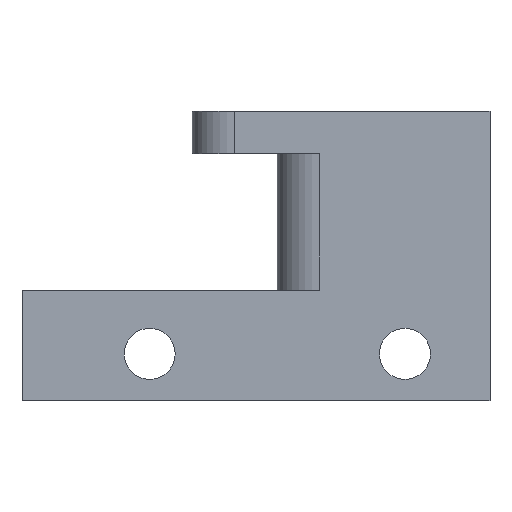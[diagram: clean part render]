
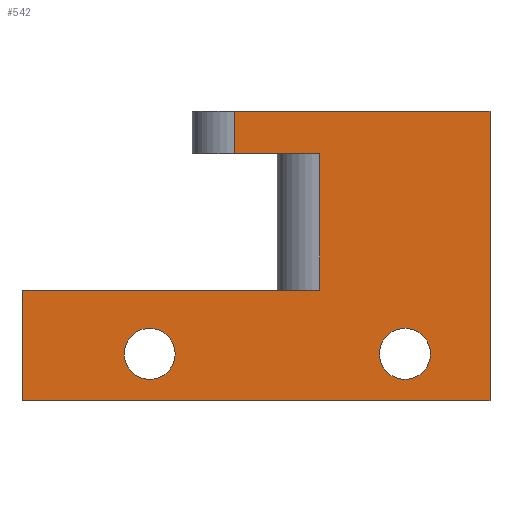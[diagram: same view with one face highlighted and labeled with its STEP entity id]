
A CAD part, left-side view. The second image highlights one B-rep face of the part: STEP entity #542.
In plain terms, the highlighted planar face has unit normal (-1, 0, 0).
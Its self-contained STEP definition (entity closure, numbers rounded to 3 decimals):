
#21=FACE_BOUND('',#118,.T.);
#22=FACE_BOUND('',#119,.T.);
#38=PLANE('',#613);
#79=FACE_OUTER_BOUND('',#117,.T.);
#117=EDGE_LOOP('',(#477,#478,#479,#480,#481,#482,#483,#484));
#118=EDGE_LOOP('',(#485));
#119=EDGE_LOOP('',(#486));
#130=LINE('',#803,#176);
#135=LINE('',#813,#181);
#138=LINE('',#819,#184);
#152=LINE('',#865,#198);
#159=LINE('',#900,#205);
#164=LINE('',#915,#210);
#169=LINE('',#927,#215);
#170=LINE('',#928,#216);
#176=VECTOR('',#638,10.);
#181=VECTOR('',#647,10.);
#184=VECTOR('',#652,10.);
#198=VECTOR('',#696,10.);
#205=VECTOR('',#737,10.);
#210=VECTOR('',#754,10.);
#215=VECTOR('',#769,10.);
#216=VECTOR('',#770,10.);
#226=CIRCLE('',#577,3.);
#227=CIRCLE('',#579,3.);
#250=VERTEX_POINT('',#800);
#251=VERTEX_POINT('',#802);
#254=VERTEX_POINT('',#811);
#256=VERTEX_POINT('',#817);
#265=VERTEX_POINT('',#839);
#266=VERTEX_POINT('',#843);
#273=VERTEX_POINT('',#863);
#281=VERTEX_POINT('',#893);
#284=VERTEX_POINT('',#898);
#288=VERTEX_POINT('',#913);
#299=EDGE_CURVE('',#251,#250,#130,.T.);
#304=EDGE_CURVE('',#250,#254,#135,.T.);
#307=EDGE_CURVE('',#254,#256,#138,.T.);
#317=EDGE_CURVE('',#265,#265,#226,.T.);
#319=EDGE_CURVE('',#266,#266,#227,.T.);
#330=EDGE_CURVE('',#256,#273,#152,.T.);
#346=EDGE_CURVE('',#284,#281,#159,.T.);
#354=EDGE_CURVE('',#288,#273,#164,.T.);
#360=EDGE_CURVE('',#288,#281,#169,.T.);
#361=EDGE_CURVE('',#284,#251,#170,.T.);
#477=ORIENTED_EDGE('',*,*,#304,.T.);
#478=ORIENTED_EDGE('',*,*,#307,.T.);
#479=ORIENTED_EDGE('',*,*,#330,.T.);
#480=ORIENTED_EDGE('',*,*,#354,.F.);
#481=ORIENTED_EDGE('',*,*,#360,.T.);
#482=ORIENTED_EDGE('',*,*,#346,.F.);
#483=ORIENTED_EDGE('',*,*,#361,.T.);
#484=ORIENTED_EDGE('',*,*,#299,.T.);
#485=ORIENTED_EDGE('',*,*,#317,.T.);
#486=ORIENTED_EDGE('',*,*,#319,.T.);
#542=ADVANCED_FACE('',(#79,#21,#22),#38,.F.);
#577=AXIS2_PLACEMENT_3D('',#840,#670,#671);
#579=AXIS2_PLACEMENT_3D('',#844,#675,#676);
#613=AXIS2_PLACEMENT_3D('',#926,#767,#768);
#638=DIRECTION('',(0.,0.,-1.));
#647=DIRECTION('',(0.,-1.,0.));
#652=DIRECTION('',(0.,0.,1.));
#670=DIRECTION('center_axis',(1.,0.,0.));
#671=DIRECTION('ref_axis',(0.,1.,0.));
#675=DIRECTION('center_axis',(1.,0.,0.));
#676=DIRECTION('ref_axis',(0.,1.,0.));
#696=DIRECTION('',(0.,1.,0.));
#737=DIRECTION('',(0.,0.,1.));
#754=DIRECTION('',(0.,0.,1.));
#767=DIRECTION('center_axis',(1.,0.,0.));
#768=DIRECTION('ref_axis',(0.,0.,-1.));
#769=DIRECTION('',(0.,-1.,0.));
#770=DIRECTION('',(0.,1.,0.));
#800=CARTESIAN_POINT('',(-6.,55.,-34.));
#802=CARTESIAN_POINT('',(-6.,55.,-21.));
#803=CARTESIAN_POINT('',(-6.,55.,-45.));
#811=CARTESIAN_POINT('',(-6.,0.,-34.));
#813=CARTESIAN_POINT('',(-6.,40.,-34.));
#817=CARTESIAN_POINT('',(-6.,0.,0.));
#819=CARTESIAN_POINT('',(-6.,0.,0.));
#839=CARTESIAN_POINT('',(-6.,7.,-28.5));
#840=CARTESIAN_POINT('Origin',(-6.,10.,-28.5));
#843=CARTESIAN_POINT('',(-6.,37.,-28.5));
#844=CARTESIAN_POINT('Origin',(-6.,40.,-28.5));
#863=CARTESIAN_POINT('',(-6.,30.,0.));
#865=CARTESIAN_POINT('',(-6.,50.,0.));
#893=CARTESIAN_POINT('',(-6.,20.,-5.));
#898=CARTESIAN_POINT('',(-6.,20.,-21.));
#900=CARTESIAN_POINT('',(-6.,20.,-21.75));
#913=CARTESIAN_POINT('',(-6.,30.,-5.));
#915=CARTESIAN_POINT('',(-6.,30.,-13.75));
#926=CARTESIAN_POINT('Origin',(-6.,25.,-22.5));
#927=CARTESIAN_POINT('',(-6.,25.,-5.));
#928=CARTESIAN_POINT('',(-6.,50.,-21.));
